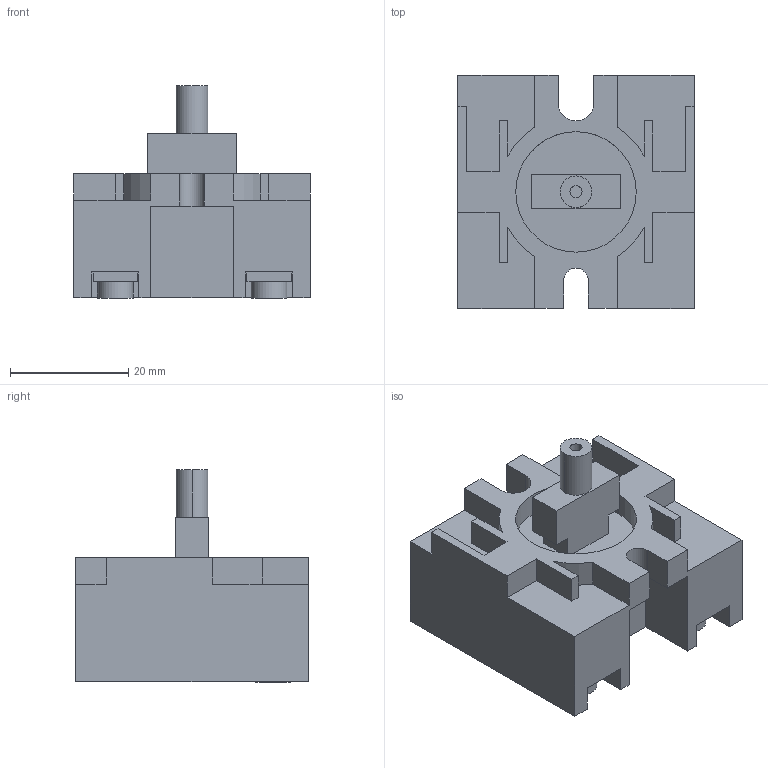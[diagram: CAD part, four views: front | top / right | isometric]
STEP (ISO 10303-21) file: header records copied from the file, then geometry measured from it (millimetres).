
FILE_DESCRIPTION((''),'2;1');
FILE_NAME('XESB2011-3D','2021-04-21T10:21:08',('SESA231899'),('Schneider-Electric'),'CREO PARAMETRIC BY PTC INC, 2019471','CREO PARAMETRIC BY PTC INC, 2019471','');
FILE_SCHEMA(('AP242_MANAGED_MODEL_BASED_3D_ENGINEERING_MIM_LF { 1 0 10303 442 1 1 4 }'));
Length unit declared in the file: millimetre
Products named in the file (1): XESB2011-3D
Bounding box: 40 x 39.4 x 35.9 mm (x, y, z)
Volume: 23624.1 mm3; surface area: 9348.4 mm2
Topology: 1 solids, 1 shells, 172 faces, 462 edges, 308 vertices
Faces by surface type: plane 152, cylinder 20
Entity records: 33022 total; most frequent: CARTESIAN_POINT 27720, ORIENTED_EDGE 924, DIRECTION 922, EDGE_CURVE 462, POLYLINE 462, VECTOR 428, LINE 428, VERTEX_POINT 308
